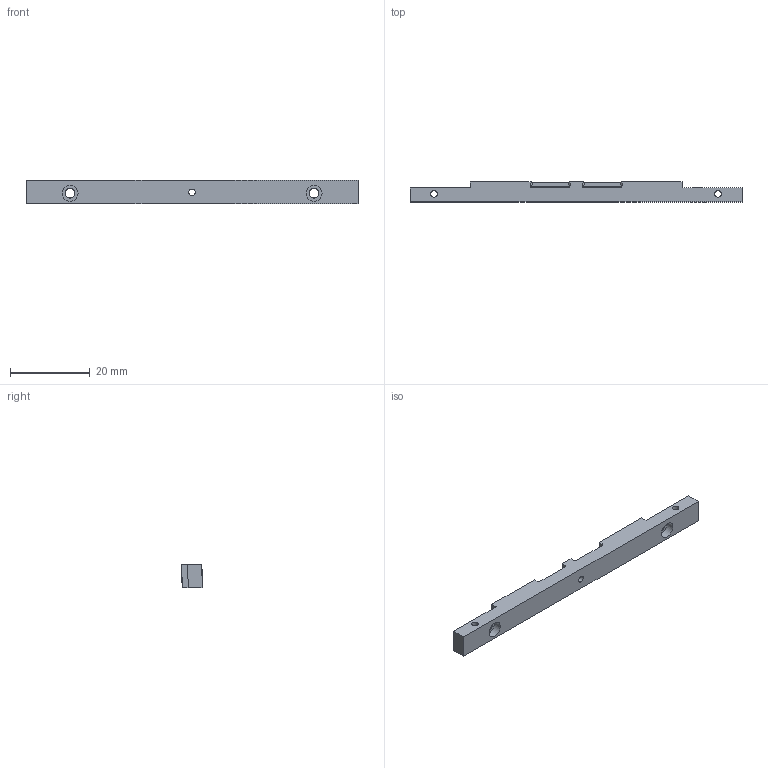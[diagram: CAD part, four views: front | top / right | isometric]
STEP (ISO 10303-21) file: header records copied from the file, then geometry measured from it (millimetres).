
FILE_DESCRIPTION(/* description */ (''),/* implementation_level */ '2;1');
FILE_NAME(/* name */ 'B4_frame2S v15.step',/* time_stamp */ '2021-05-20T07:31:35+09:00',/* author */ (''),/* organization */ (''),/* preprocessor_version */ 'ST-DEVELOPER v18.1',/* originating_system */ 'Autodesk Translation Framework v10.6.0.1341',/* authorisation */ '');
FILE_SCHEMA (('CONFIG_CONTROL_DESIGN','AUTOMOTIVE_DESIGN { 1 0 10303 214 3 1 1 }'));
Length unit declared in the file: millimetre
Products named in the file (1): B4_frame2S
Bounding box: 83 x 5 x 5.9 mm (x, y, z)
Volume: 1997.3 mm3; surface area: 1915.5 mm2
Topology: 1 solids, 1 shells, 43 faces, 103 edges, 64 vertices
Faces by surface type: plane 20, cylinder 17, sphere 4, cone 2
Full cylindrical faces by diameter (mm): 1.6 x3, 2.4 x2, 4 x2
Entity records: 1301 total; most frequent: DIRECTION 227, CARTESIAN_POINT 211, ORIENTED_EDGE 206, EDGE_CURVE 103, AXIS2_PLACEMENT_3D 80, LINE 67, VECTOR 67, VERTEX_POINT 64
